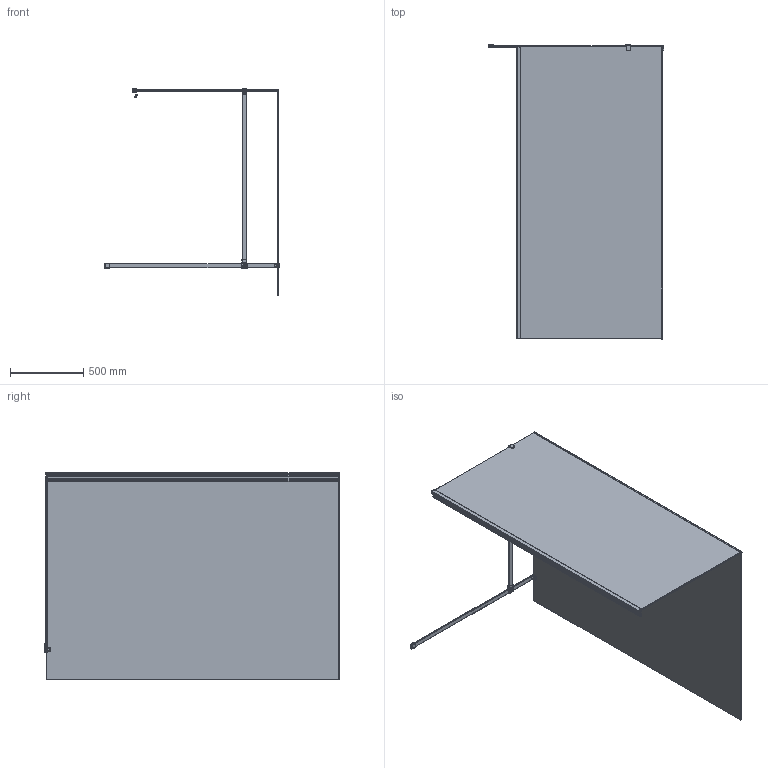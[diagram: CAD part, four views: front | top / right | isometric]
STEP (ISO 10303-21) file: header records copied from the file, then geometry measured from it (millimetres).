
FILE_DESCRIPTION (( 'STEP AP214' ), '1' );
FILE_NAME ('3.STEP', '2020-12-15T12:24:19', ( '' ), ( '' ), 'SwSTEP 2.0', 'SolidWorks 2010', '' );
FILE_SCHEMA (( 'AUTOMOTIVE_DESIGN' ));
Length unit declared in the file: millimetre
Products named in the file (19): 30x10-3T; LW-1021; Glass to glass seal; T bracing bar - 萵掛; 10X30-1150; Bottom seal for fixed glass - 萵掛; LW-C; 10mmDBJT; Fixed glass1400X2000; 8mmDBJT; LW-1421; LP-3075; 3; LP-3074; LP-3084; LP-8967; Bottom seal for fixed glass; Fixed glass1000X2000; LW-3518
Assembly tree (24 placements, depth 3):
  3
    T bracing bar - 萵掛
      LP-8967  x2
      10X30-1150  x2
      LW-3518  x2
      LP-3074  x2
      LP-3075  x2
      LW-1421  x2
      LW-1021
      30x10-3T
    Bottom seal for fixed glass
    8mmDBJT
    LW-C
    Fixed glass1000X2000
    10mmDBJT
    Fixed glass1400X2000
    Bottom seal for fixed glass - 萵掛
    Glass to glass seal
    LP-3084
Bounding box: 1200 x 2013.15 x 1413.4 mm (x, y, z)
Volume: 48585647.4 mm3; surface area: 11157434.2 mm2
Topology: 24 solids, 24 shells, 1571 faces, 3898 edges, 2394 vertices
Faces by surface type: plane 727, cylinder 386, bspline 290, torus 104, sphere 42, cone 22
Entity records: 47477 total; most frequent: CARTESIAN_POINT 21891, ORIENTED_EDGE 5108, DIRECTION 4570, EDGE_CURVE 2554, LINE 1640, VECTOR 1640, VERTEX_POINT 1592, AXIS2_PLACEMENT_3D 1465
